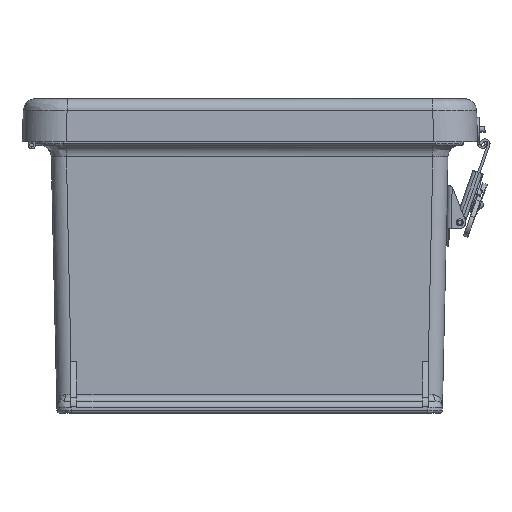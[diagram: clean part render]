
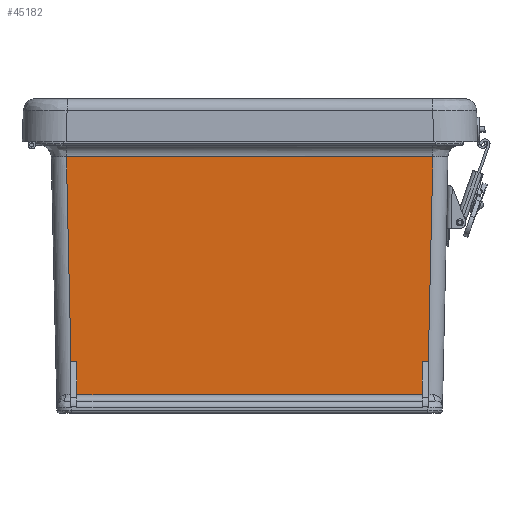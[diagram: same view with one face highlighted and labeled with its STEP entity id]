
A CAD part, front view. The second image highlights one B-rep face of the part: STEP entity #45182.
In plain terms, the highlighted planar face has unit normal (0, -1, -0.022).
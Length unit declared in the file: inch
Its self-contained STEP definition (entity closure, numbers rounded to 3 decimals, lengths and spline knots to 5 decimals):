
#977 = CARTESIAN_POINT ( 'NONE',  ( 1.0865, -9.11489, 1.06906 ) ) ;
#2094 = AXIS2_PLACEMENT_3D ( 'NONE', #3845, #55251, #39992 ) ;
#3236 = ORIENTED_EDGE ( 'NONE', *, *, #53847, .T. ) ;
#3845 = CARTESIAN_POINT ( 'NONE',  ( 1.4375, -9.091, 0. ) ) ;
#4267 = DIRECTION ( 'NONE',  ( 1., 0., 0. ) ) ;
#4667 = EDGE_CURVE ( 'NONE', #57973, #34720, #51213, .T. ) ;
#5422 = EDGE_CURVE ( 'NONE', #60185, #34720, #7929, .T. ) ;
#5671 = CARTESIAN_POINT ( 'NONE',  ( -6.23947, -9.11489, 1.06906 ) ) ;
#6761 = CARTESIAN_POINT ( 'NONE',  ( 1.12225, -9.08867, -0.10424 ) ) ;
#7798 = LINE ( 'NONE', #6761, #30520 ) ;
#7929 = LINE ( 'NONE', #19900, #43665 ) ;
#8767 = CARTESIAN_POINT ( 'NONE',  ( -0.554, -9.09944, 0.37779 ) ) ;
#9511 = VERTEX_POINT ( 'NONE', #40944 ) ;
#10602 = VERTEX_POINT ( 'NONE', #25786 ) ;
#12871 = VERTEX_POINT ( 'NONE', #43187 ) ;
#16432 = VECTOR ( 'NONE', #22898, 39.37008 ) ;
#19346 = PLANE ( 'NONE',  #2094 ) ;
#19900 = CARTESIAN_POINT ( 'NONE',  ( 1.4375, -9.20937, 5.29758 ) ) ;
#21146 = VECTOR ( 'NONE', #28752, 39.37008 ) ;
#22353 = CARTESIAN_POINT ( 'NONE',  ( -6.115, -9.11489, 1.06906 ) ) ;
#22898 = DIRECTION ( 'NONE',  ( 1., 0., 0. ) ) ;
#25169 = VERTEX_POINT ( 'NONE', #22353 ) ;
#25786 = CARTESIAN_POINT ( 'NONE',  ( 1.024, -9.09944, 0.37779 ) ) ;
#26094 = ORIENTED_EDGE ( 'NONE', *, *, #52288, .F. ) ;
#26470 = CARTESIAN_POINT ( 'NONE',  ( 1.024, -9.11489, 1.06906 ) ) ;
#26547 = EDGE_CURVE ( 'NONE', #25169, #9511, #51599, .T. ) ;
#26862 = LINE ( 'NONE', #977, #53689 ) ;
#27497 = FACE_OUTER_BOUND ( 'NONE', #53997, .T. ) ;
#28752 = DIRECTION ( 'NONE',  ( -0.022, -0.022, 1. ) ) ;
#30279 = LINE ( 'NONE', #50639, #54729 ) ;
#30520 = VECTOR ( 'NONE', #43076, 39.37008 ) ;
#32081 = VECTOR ( 'NONE', #50345, 39.37008 ) ;
#32836 = EDGE_CURVE ( 'NONE', #60185, #12871, #7798, .T. ) ;
#34427 = CARTESIAN_POINT ( 'NONE',  ( -6.21375, -9.08917, -0.08192 ) ) ;
#34537 = VERTEX_POINT ( 'NONE', #26470 ) ;
#34720 = VERTEX_POINT ( 'NONE', #61114 ) ;
#36114 = VECTOR ( 'NONE', #59604, 39.37008 ) ;
#39992 = DIRECTION ( 'NONE',  ( 0., 0.022, -1. ) ) ;
#40589 = ORIENTED_EDGE ( 'NONE', *, *, #32836, .F. ) ;
#40944 = CARTESIAN_POINT ( 'NONE',  ( -6.115, -9.09944, 0.37779 ) ) ;
#43076 = DIRECTION ( 'NONE',  ( -0.022, 0.022, -1. ) ) ;
#43187 = CARTESIAN_POINT ( 'NONE',  ( 1.14847, -9.11489, 1.06906 ) ) ;
#43665 = VECTOR ( 'NONE', #45943, 39.37008 ) ;
#43783 = CARTESIAN_POINT ( 'NONE',  ( 1.24295, -9.20937, 5.29758 ) ) ;
#45182 = ADVANCED_FACE ( 'NONE', ( #27497 ), #19346, .T. ) ;
#45242 = ORIENTED_EDGE ( 'NONE', *, *, #54459, .T. ) ;
#45908 = LINE ( 'NONE', #55613, #32081 ) ;
#45943 = DIRECTION ( 'NONE',  ( -1., 0., 0. ) ) ;
#50345 = DIRECTION ( 'NONE',  ( 0., -0.022, 1. ) ) ;
#50639 = CARTESIAN_POINT ( 'NONE',  ( 1.4375, -9.11489, 1.06906 ) ) ;
#51213 = LINE ( 'NONE', #34427, #21146 ) ;
#51599 = LINE ( 'NONE', #59844, #36114 ) ;
#52288 = EDGE_CURVE ( 'NONE', #12871, #34537, #26862, .T. ) ;
#53689 = VECTOR ( 'NONE', #59043, 39.37008 ) ;
#53847 = EDGE_CURVE ( 'NONE', #10602, #34537, #45908, .T. ) ;
#53997 = EDGE_LOOP ( 'NONE', ( #45242, #65723, #55962, #3236, #26094, #40589, #63198, #57449 ) ) ;
#54459 = EDGE_CURVE ( 'NONE', #57973, #25169, #30279, .T. ) ;
#54729 = VECTOR ( 'NONE', #4267, 39.37008 ) ;
#54829 = EDGE_CURVE ( 'NONE', #9511, #10602, #60514, .T. ) ;
#55251 = DIRECTION ( 'NONE',  ( 0., -1., -0.022 ) ) ;
#55613 = CARTESIAN_POINT ( 'NONE',  ( 1.024, -9.09944, 0.37779 ) ) ;
#55962 = ORIENTED_EDGE ( 'NONE', *, *, #54829, .T. ) ;
#57449 = ORIENTED_EDGE ( 'NONE', *, *, #4667, .F. ) ;
#57973 = VERTEX_POINT ( 'NONE', #5671 ) ;
#59043 = DIRECTION ( 'NONE',  ( -1., 0., 0. ) ) ;
#59604 = DIRECTION ( 'NONE',  ( 0., 0.022, -1. ) ) ;
#59844 = CARTESIAN_POINT ( 'NONE',  ( -6.115, -9.11489, 1.06906 ) ) ;
#60185 = VERTEX_POINT ( 'NONE', #43783 ) ;
#60514 = LINE ( 'NONE', #8767, #16432 ) ;
#61114 = CARTESIAN_POINT ( 'NONE',  ( -6.33395, -9.20937, 5.29758 ) ) ;
#63198 = ORIENTED_EDGE ( 'NONE', *, *, #5422, .T. ) ;
#65723 = ORIENTED_EDGE ( 'NONE', *, *, #26547, .T. ) ;
